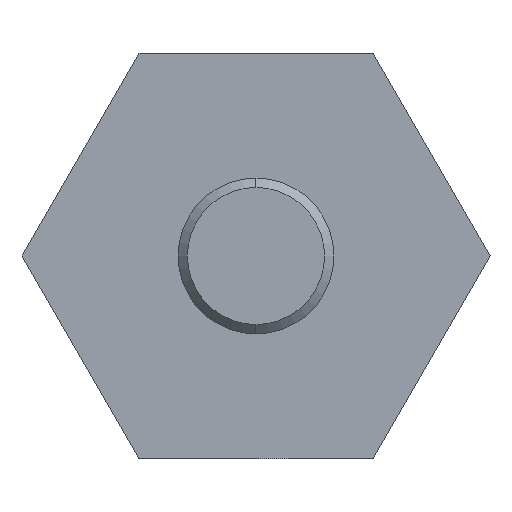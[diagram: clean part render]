
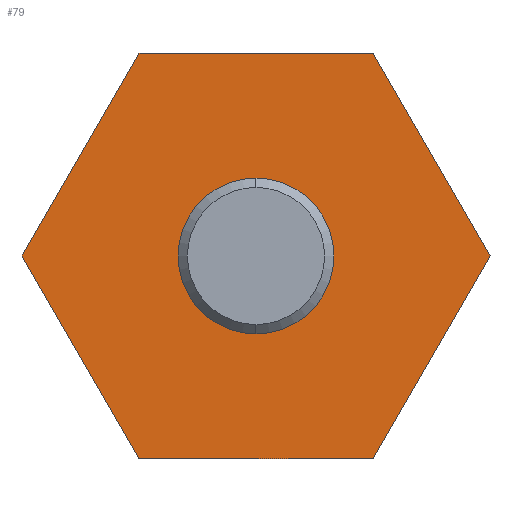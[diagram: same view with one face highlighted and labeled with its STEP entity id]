
A CAD part, left-side view. The second image highlights one B-rep face of the part: STEP entity #79.
In plain terms, the highlighted planar face has unit normal (-1, 0, 0).
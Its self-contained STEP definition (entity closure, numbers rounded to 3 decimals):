
#79=ADVANCED_FACE('',(#100,#101),#102,.F.);
#100=FACE_OUTER_BOUND('',#134,.T.);
#101=FACE_BOUND('',#135,.T.);
#102=PLANE('',#136);
#134=EDGE_LOOP('',(#188,#189,#190,#191,#192,#193));
#135=EDGE_LOOP('',(#194,#195));
#136=AXIS2_PLACEMENT_3D('',#196,#197,#198);
#188=ORIENTED_EDGE('',*,*,#291,.F.);
#189=ORIENTED_EDGE('',*,*,#292,.F.);
#190=ORIENTED_EDGE('',*,*,#293,.F.);
#191=ORIENTED_EDGE('',*,*,#294,.F.);
#192=ORIENTED_EDGE('',*,*,#295,.F.);
#193=ORIENTED_EDGE('',*,*,#290,.T.);
#194=ORIENTED_EDGE('',*,*,#276,.F.);
#195=ORIENTED_EDGE('',*,*,#296,.F.);
#196=CARTESIAN_POINT('',(0.0,-7.506,0.));
#197=DIRECTION('',(1.0,-0.0,0.0));
#198=DIRECTION('',(0.0,1.0,-0.0));
#276=EDGE_CURVE('',#310,#311,#312,.T.);
#290=EDGE_CURVE('',#332,#336,#338,.T.);
#291=EDGE_CURVE('',#339,#336,#340,.T.);
#292=EDGE_CURVE('',#341,#339,#342,.T.);
#293=EDGE_CURVE('',#343,#341,#344,.T.);
#294=EDGE_CURVE('',#345,#343,#346,.T.);
#295=EDGE_CURVE('',#332,#345,#347,.T.);
#296=EDGE_CURVE('',#311,#310,#348,.T.);
#310=VERTEX_POINT('',#366);
#311=VERTEX_POINT('',#367);
#312=CIRCLE('',#368,2.5);
#332=VERTEX_POINT('',#394);
#336=VERTEX_POINT('',#400);
#338=LINE('',#403,#404);
#339=VERTEX_POINT('',#405);
#340=LINE('',#406,#407);
#341=VERTEX_POINT('',#408);
#342=LINE('',#409,#410);
#343=VERTEX_POINT('',#411);
#344=LINE('',#412,#413);
#345=VERTEX_POINT('',#414);
#346=LINE('',#415,#416);
#347=LINE('',#417,#418);
#348=CIRCLE('',#419,2.5);
#366=CARTESIAN_POINT('',(0.0,0.0,2.5));
#367=CARTESIAN_POINT('',(0.0,0.,-2.5));
#368=AXIS2_PLACEMENT_3D('',#446,#447,#448);
#394=CARTESIAN_POINT('',(0.0,3.753,-6.5));
#400=CARTESIAN_POINT('',(0.0,-3.753,-6.5));
#403=CARTESIAN_POINT('',(0.0,-3.753,-6.5));
#404=VECTOR('',#470,1000.0);
#405=CARTESIAN_POINT('',(0.,-7.506,0.));
#406=CARTESIAN_POINT('',(0.0,-7.506,0.));
#407=VECTOR('',#471,1000.0);
#408=CARTESIAN_POINT('',(0.0,-3.753,6.5));
#409=CARTESIAN_POINT('',(0.0,-3.753,6.5));
#410=VECTOR('',#472,1000.0);
#411=CARTESIAN_POINT('',(0.0,3.753,6.5));
#412=CARTESIAN_POINT('',(0.0,-7.506,6.5));
#413=VECTOR('',#473,1000.0);
#414=CARTESIAN_POINT('',(0.,7.506,0.));
#415=CARTESIAN_POINT('',(0.0,7.506,0.));
#416=VECTOR('',#474,1000.0);
#417=CARTESIAN_POINT('',(0.0,3.753,-6.5));
#418=VECTOR('',#475,1000.0);
#419=AXIS2_PLACEMENT_3D('',#476,#477,#478);
#446=CARTESIAN_POINT('',(0.0,0.0,0.0));
#447=DIRECTION('',(-1.0,0.0,0.0));
#448=DIRECTION('',(0.0,0.0,1.0));
#470=DIRECTION('',(0.0,-1.0,0.));
#471=DIRECTION('',(0.0,0.5,-0.866));
#472=DIRECTION('',(-0.0,-0.5,-0.866));
#473=DIRECTION('',(-0.0,-1.0,-0.0));
#474=DIRECTION('',(0.0,-0.5,0.866));
#475=DIRECTION('',(0.0,0.5,0.866));
#476=CARTESIAN_POINT('',(0.0,0.0,0.0));
#477=DIRECTION('',(-1.0,0.0,0.0));
#478=DIRECTION('',(0.0,0.0,1.0));
